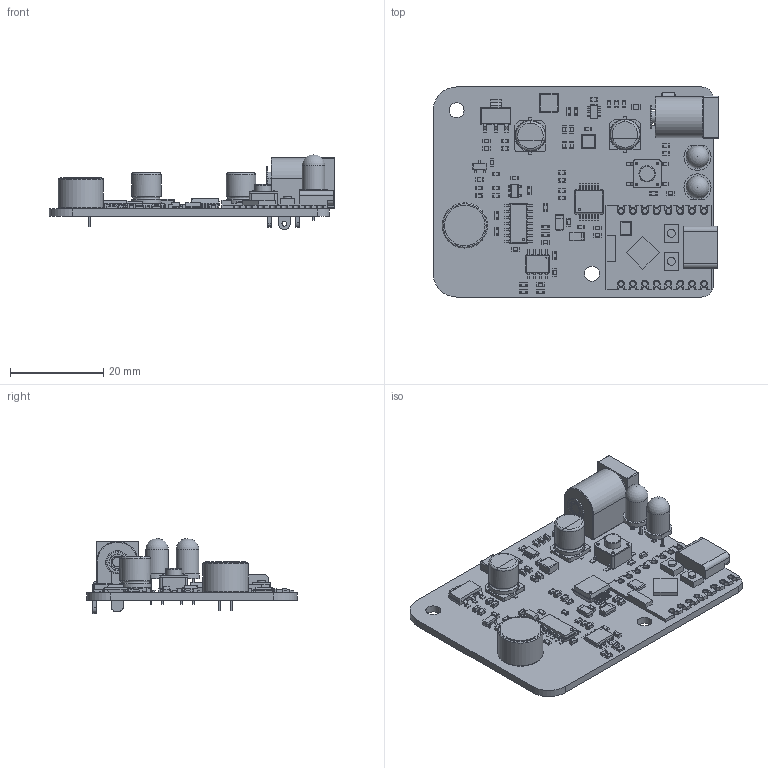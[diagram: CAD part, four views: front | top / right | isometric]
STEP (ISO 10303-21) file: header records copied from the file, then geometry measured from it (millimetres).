
FILE_DESCRIPTION(('KiCad electronic assembly'),'2;1');
FILE_NAME('seismometer-esp32.step','2024-10-10T21:24:00',('Pcbnew'),( 'Kicad'),'Open CASCADE STEP processor 7.7','KiCad to STEP converter' ,'Unknown');
FILE_SCHEMA(('AUTOMOTIVE_DESIGN { 1 0 10303 214 1 1 1 1 }'));
Length unit declared in the file: millimetre
Products named in the file (40): seismometer-esp32 1; CP_Elec_6.3x7.7; CP_Elec_63x77; L_Cenker_CKCS3015; SSOP-8_3.9x5.05mm_P1.27mm; SSOP_8_39x505mm_P127mm; C_0603_1608Metric; R_0603_1608Metric; SOT-23; SOT_23; SOT-223; SOT_223; LED_D5.0mm; TSOT-23-6; TSOT_23_6; MIC_ELECTRET-P2,54MM-D9,7MM-H6.5MM; Microphone; CP_EIA-3216-12_Kemet-S; CP_EIA_3216_12_Kemet_S; Small_pushbutton_pad; SOT-23-5; SOT_23_5; ESP32-C3 SuperMini; C_0805_2012Metric; L_Cenker_CKCS4020; SO-14_3.9x8.65mm_P1.27mm; CQ assembly; DC_Barrel_Assy; SSOP-14_5.3x6.2mm_P0.65mm; SSOP_14_53x62mm_P065mm; seismometer-esp32_PCB
Assembly tree (89 placements, depth 3):
  seismometer-esp32 1
    CP_Elec_6.3x7.7  x2
      CP_Elec_63x77
    L_Cenker_CKCS3015
      L_Cenker_CKCS3015
    SSOP-8_3.9x5.05mm_P1.27mm
      SSOP_8_39x505mm_P127mm
    C_0603_1608Metric  x28
      C_0603_1608Metric
    R_0603_1608Metric  x21
      R_0603_1608Metric
    SOT-23
      SOT_23
    SOT-223
      SOT_223
    LED_D5.0mm  x2
      LED_D5.0mm
    TSOT-23-6
      TSOT_23_6
    MIC_ELECTRET-P2,54MM-D9,7MM-H6.5MM
      Microphone
    CP_EIA-3216-12_Kemet-S  x2
      CP_EIA_3216_12_Kemet_S
    Small_pushbutton_pad
      Small_pushbutton_pad
    SOT-23-5
      SOT_23_5
    ESP32-C3 SuperMini
      ESP32-C3 SuperMini
    C_0805_2012Metric
      C_0805_2012Metric
    L_Cenker_CKCS4020
      L_Cenker_CKCS4020
    SO-14_3.9x8.65mm_P1.27mm
      CQ assembly
    DC_Barrel_Assy
      DC_Barrel_Assy
    SSOP-14_5.3x6.2mm_P0.65mm
      SSOP_14_53x62mm_P065mm
    seismometer-esp32_PCB
Bounding box: 61.15 x 45 x 16.1 mm (x, y, z)
Volume: 7326.6 mm3; surface area: 10635.9 mm2
Topology: 95 solids, 95 shells, 3302 faces, 8461 edges, 5432 vertices
Faces by surface type: plane 2052, cylinder 981, bspline 212, torus 23, sphere 18, revolution 10, cone 6
Full cylindrical faces by diameter (mm): 0.2 x1, 0.5 x9, 0.6 x2, 0.762 x2, 0.8 x2, 0.9 x4, 1 x2, 1.1 x16, 1.7 x2, 2 x3, 3.2 x2, 3.5 x2, 4.9 x2, 6.3 x4, 6.4 x1, 8.7 x2, 9.7 x1
Entity records: 69084 total; most frequent: CARTESIAN_POINT 12321, ORIENTED_EDGE 9812, DIRECTION 9301, EDGE_CURVE 4906, LINE 3600, VECTOR 3600, VERTEX_POINT 3100, AXIS2_PLACEMENT_3D 2846
